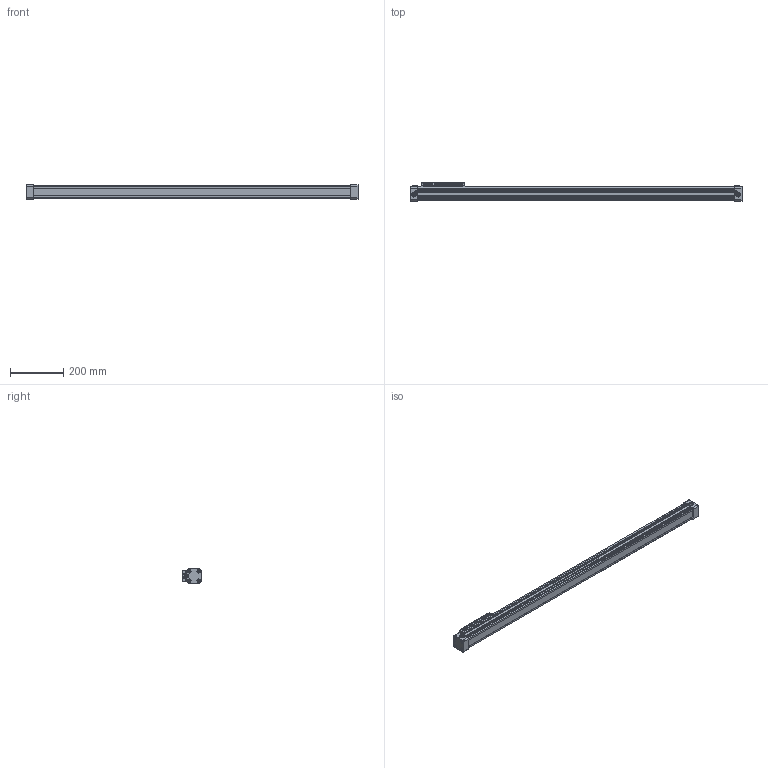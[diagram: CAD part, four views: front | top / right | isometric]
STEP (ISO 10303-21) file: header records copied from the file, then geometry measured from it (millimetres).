
FILE_DESCRIPTION(/* description */ ('STEP AP214'),/* implementation_level */ '2;1');
FILE_NAME(/* name */ '1605.32.1000.01.M(0)',/* time_stamp */ '2022-12-08T21:25:01+01:00',/* author */ ('License CC BY-ND 4.0'),/* organization */ ('CADENAS'),/* preprocessor_version */ 'ST-DEVELOPER v18.102',/* originating_system */ 'PARTsolutions',/* authorisation */ ' ');
FILE_SCHEMA (('AUTOMOTIVE_DESIGN {1 0 10303 214 3 1 1}'));
Length unit declared in the file: millimetre
Products named in the file (6): 1605.32.1000.01.M(0); 1632/113; 1632/102; 1632/112 (1000-0); 1632/101; 1605.32.1000.01.M(0-0)-DUMMY
Assembly tree (5 placements, depth 2):
  1605.32.1000.01.M(0)
    1632/113
    1632/102
    1632/112 (1000-0)
    1632/101
    1605.32.1000.01.M(0-0)-DUMMY
Bounding box: 1250 x 70 x 55 mm (x, y, z)
Volume: 2137035.1 mm3; surface area: 481199 mm2
Topology: 4 solids, 6 shells, 827 faces, 2180 edges, 1420 vertices
Faces by surface type: plane 615, cylinder 132, cone 58, torus 22
Full cylindrical faces by diameter (mm): 3.5 x2, 4.134 x8, 4.917 x8, 4.92 x8, 5.3 x2, 5.5 x2, 5.8 x2, 6 x6, 6.2 x8, 6.5 x4, 6.6 x1, 7 x1, 8 x4, 11.445 x2, 13 x8, 13.5 x8, 32 x3
Entity records: 29582 total; most frequent: CARTESIAN_POINT 4564, ORIENTED_EDGE 3860, DIRECTION 3812, EDGE_CURVE 1930, LINE 1382, VECTOR 1382, VERTEX_POINT 1358, AXIS2_PLACEMENT_3D 1215
